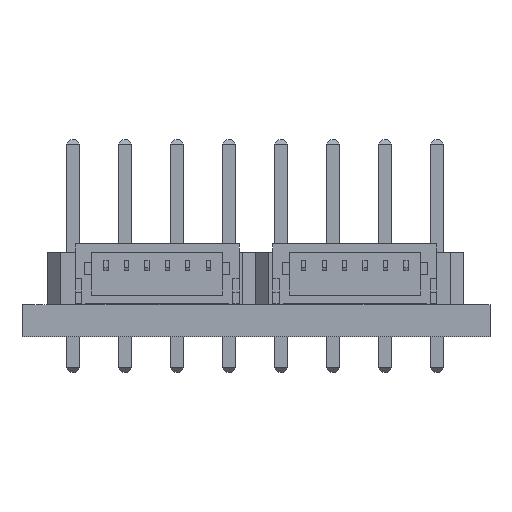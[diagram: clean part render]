
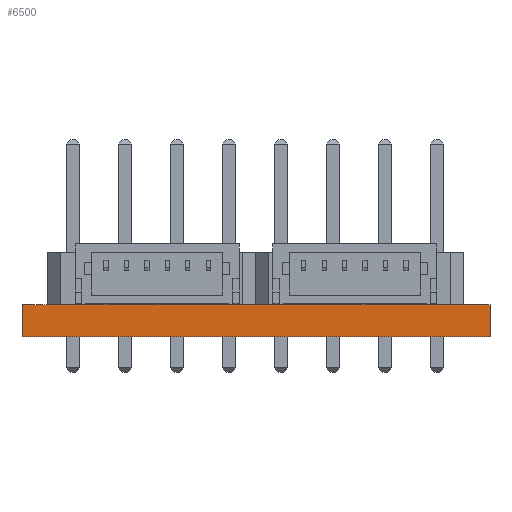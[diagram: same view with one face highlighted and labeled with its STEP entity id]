
A CAD part, left-side view. The second image highlights one B-rep face of the part: STEP entity #6500.
In plain terms, the highlighted planar face has unit normal (-1, 0, 0).
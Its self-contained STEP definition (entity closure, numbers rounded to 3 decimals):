
#461=PLANE('',#6985);
#805=FACE_OUTER_BOUND('',#1176,.T.);
#1176=EDGE_LOOP('',(#4849,#4850,#4851,#4852));
#1625=LINE('',#9166,#2446);
#1631=LINE('',#9178,#2452);
#1636=LINE('',#9187,#2457);
#1639=LINE('',#9192,#2460);
#2446=VECTOR('',#7525,10.);
#2452=VECTOR('',#7535,10.);
#2457=VECTOR('',#7544,10.);
#2460=VECTOR('',#7551,10.);
#3297=VERTEX_POINT('',#9163);
#3298=VERTEX_POINT('',#9165);
#3301=VERTEX_POINT('',#9175);
#3302=VERTEX_POINT('',#9177);
#3889=EDGE_CURVE('',#3297,#3298,#1625,.T.);
#3895=EDGE_CURVE('',#3302,#3301,#1631,.T.);
#3900=EDGE_CURVE('',#3298,#3301,#1636,.T.);
#3903=EDGE_CURVE('',#3297,#3302,#1639,.T.);
#4849=ORIENTED_EDGE('',*,*,#3903,.T.);
#4850=ORIENTED_EDGE('',*,*,#3895,.T.);
#4851=ORIENTED_EDGE('',*,*,#3900,.F.);
#4852=ORIENTED_EDGE('',*,*,#3889,.F.);
#6500=ADVANCED_FACE('',(#805),#461,.T.);
#6985=AXIS2_PLACEMENT_3D('',#9191,#7549,#7550);
#7525=DIRECTION('',(0.,0.,1.));
#7535=DIRECTION('',(0.,0.,1.));
#7544=DIRECTION('',(0.,-1.,0.));
#7549=DIRECTION('center_axis',(-1.,0.,0.));
#7550=DIRECTION('ref_axis',(0.,-1.,0.));
#7551=DIRECTION('',(0.,-1.,0.));
#9163=CARTESIAN_POINT('',(-8.89,11.43,0.));
#9165=CARTESIAN_POINT('',(-8.89,11.43,1.57));
#9166=CARTESIAN_POINT('',(-8.89,11.43,0.));
#9175=CARTESIAN_POINT('',(-8.89,-11.43,1.57));
#9177=CARTESIAN_POINT('',(-8.89,-11.43,0.));
#9178=CARTESIAN_POINT('',(-8.89,-11.43,0.));
#9187=CARTESIAN_POINT('',(-8.89,11.43,1.57));
#9191=CARTESIAN_POINT('Origin',(-8.89,11.43,0.));
#9192=CARTESIAN_POINT('',(-8.89,11.43,0.));
